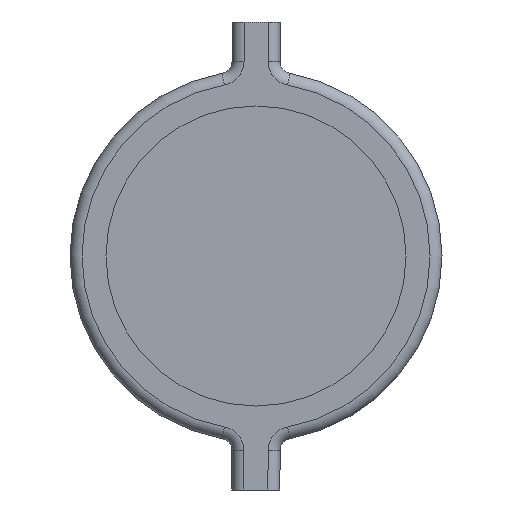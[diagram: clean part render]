
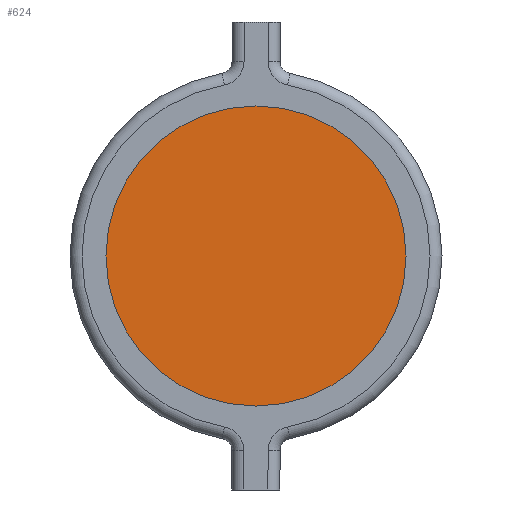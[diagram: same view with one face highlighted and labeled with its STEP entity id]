
A CAD part, left-side view. The second image highlights one B-rep face of the part: STEP entity #624.
In plain terms, the highlighted planar face has unit normal (-1, 0, 0).
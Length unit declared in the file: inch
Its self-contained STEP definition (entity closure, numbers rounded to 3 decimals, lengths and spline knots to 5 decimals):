
#19 = VERTEX_POINT ( 'NONE', #97 ) ;
#97 = CARTESIAN_POINT ( 'NONE',  ( -0.155, 0., 0.0625 ) ) ;
#104 = DIRECTION ( 'NONE',  ( -1., 0., 0. ) ) ;
#140 = DIRECTION ( 'NONE',  ( 0., 0., 1. ) ) ;
#258 = EDGE_CURVE ( 'NONE', #19, #367, #290, .T. ) ;
#290 = CIRCLE ( 'NONE', #444, 0.0625 ) ;
#343 = DIRECTION ( 'NONE',  ( 0., 0., 1. ) ) ;
#367 = VERTEX_POINT ( 'NONE', #908 ) ;
#413 = DIRECTION ( 'NONE',  ( -1., 0., 0. ) ) ;
#416 = DIRECTION ( 'NONE',  ( 0., 0., 1. ) ) ;
#444 = AXIS2_PLACEMENT_3D ( 'NONE', #856, #413, #343 ) ;
#456 = DIRECTION ( 'NONE',  ( -1., 0., 0. ) ) ;
#468 = CARTESIAN_POINT ( 'NONE',  ( -0.155, 0., 0. ) ) ;
#493 = PLANE ( 'NONE',  #625 ) ;
#495 = EDGE_CURVE ( 'NONE', #367, #19, #822, .T. ) ;
#543 = FACE_OUTER_BOUND ( 'NONE', #764, .T. ) ;
#589 = ORIENTED_EDGE ( 'NONE', *, *, #258, .T. ) ;
#619 = CARTESIAN_POINT ( 'NONE',  ( -0.155, 0., 0. ) ) ;
#624 = ADVANCED_FACE ( 'NONE', ( #543 ), #493, .T. ) ;
#625 = AXIS2_PLACEMENT_3D ( 'NONE', #468, #456, #416 ) ;
#646 = AXIS2_PLACEMENT_3D ( 'NONE', #619, #104, #140 ) ;
#764 = EDGE_LOOP ( 'NONE', ( #793, #589 ) ) ;
#793 = ORIENTED_EDGE ( 'NONE', *, *, #495, .T. ) ;
#822 = CIRCLE ( 'NONE', #646, 0.0625 ) ;
#856 = CARTESIAN_POINT ( 'NONE',  ( -0.155, 0., 0. ) ) ;
#908 = CARTESIAN_POINT ( 'NONE',  ( -0.155, 0., -0.0625 ) ) ;
